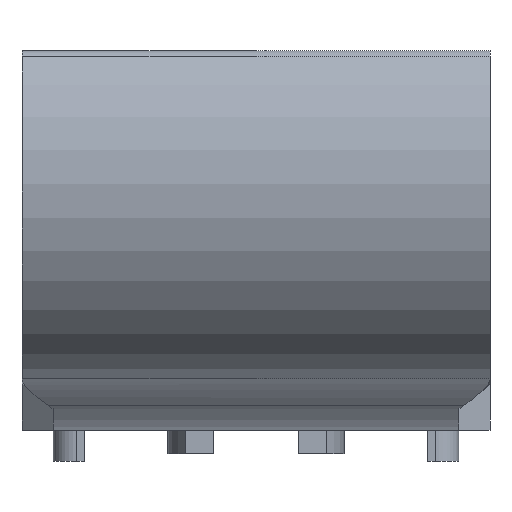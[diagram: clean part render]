
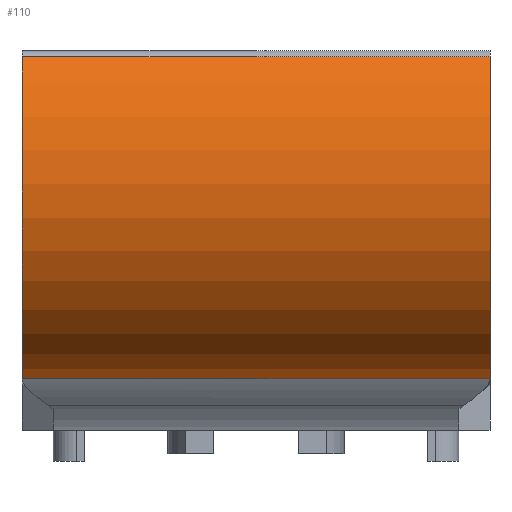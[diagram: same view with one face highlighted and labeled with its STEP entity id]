
A CAD part, left-side view. The second image highlights one B-rep face of the part: STEP entity #110.
In plain terms, the highlighted cylindrical face has radius 13 mm (diameter 26 mm), a partial arc.
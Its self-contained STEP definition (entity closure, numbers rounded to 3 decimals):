
#69=CARTESIAN_POINT('',(-18.,15.,16.));
#70=DIRECTION('',(0.,-1.,0.));
#71=DIRECTION('',(0.,0.,-1.));
#72=AXIS2_PLACEMENT_3D('',#69,#70,#71);
#73=CYLINDRICAL_SURFACE('',#72,13.);
#74=CARTESIAN_POINT('',(-28.292,15.,23.942));
#75=VERTEX_POINT('',#74);
#76=CARTESIAN_POINT('',(-20.689,15.,3.281));
#77=VERTEX_POINT('',#76);
#78=CARTESIAN_POINT('',(-18.,15.,16.));
#79=DIRECTION('',(0.,-1.,0.));
#80=DIRECTION('',(0.,0.,-1.));
#81=AXIS2_PLACEMENT_3D('',#78,#79,#80);
#82=CIRCLE('',#81,13.);
#83=EDGE_CURVE('',#75,#77,#82,.T.);
#84=ORIENTED_EDGE('',*,*,#83,.T.);
#85=CARTESIAN_POINT('',(-20.689,-15.,3.281));
#86=VERTEX_POINT('',#85);
#87=CARTESIAN_POINT('',(-20.689,15.,3.281));
#88=DIRECTION('',(0.,-1.,0.));
#89=VECTOR('',#88,30.);
#90=LINE('',#87,#89);
#91=EDGE_CURVE('',#77,#86,#90,.T.);
#92=ORIENTED_EDGE('',*,*,#91,.T.);
#93=CARTESIAN_POINT('',(-28.292,-15.,23.942));
#94=VERTEX_POINT('',#93);
#95=CARTESIAN_POINT('',(-18.,-15.,16.));
#96=DIRECTION('',(0.,-1.,0.));
#97=DIRECTION('',(0.,0.,-1.));
#98=AXIS2_PLACEMENT_3D('',#95,#96,#97);
#99=CIRCLE('',#98,13.);
#100=EDGE_CURVE('',#94,#86,#99,.T.);
#101=ORIENTED_EDGE('',*,*,#100,.F.);
#102=CARTESIAN_POINT('',(-28.292,-15.,23.942));
#103=DIRECTION('',(-0.,1.,-0.));
#104=VECTOR('',#103,30.);
#105=LINE('',#102,#104);
#106=EDGE_CURVE('',#94,#75,#105,.T.);
#107=ORIENTED_EDGE('',*,*,#106,.T.);
#108=EDGE_LOOP('',(#84,#92,#101,#107));
#109=FACE_BOUND('',#108,.T.);
#110=ADVANCED_FACE('',(#109),#73,.T.);
